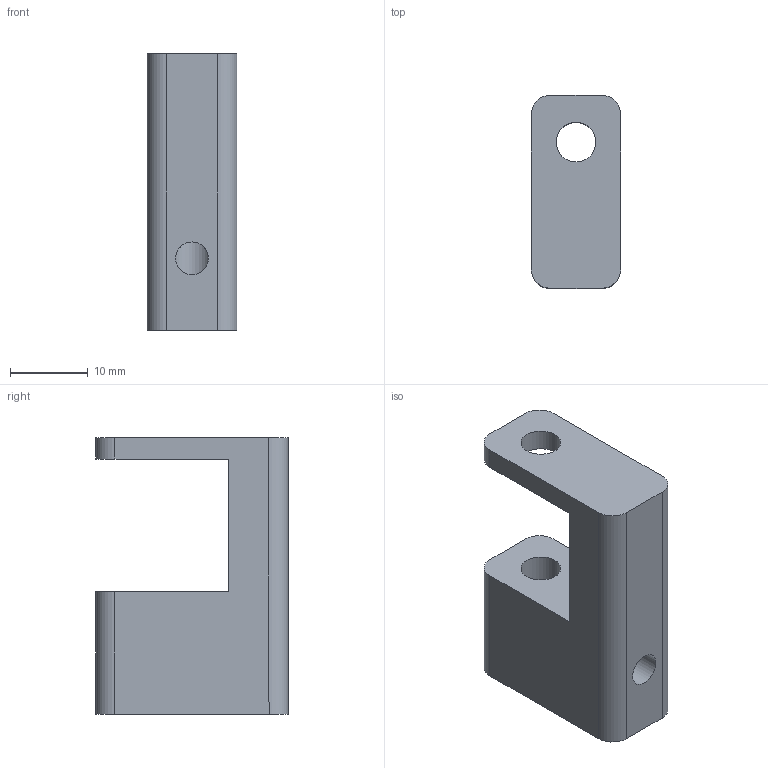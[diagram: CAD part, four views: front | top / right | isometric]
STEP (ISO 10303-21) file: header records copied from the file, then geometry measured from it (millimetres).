
FILE_DESCRIPTION(('HOOPS Exchange Step'),'2;1');
FILE_NAME('temp_export','2024-03-02T12:45:06-05:00',('mobile'),('Shapr3D Limited'),'HOOPS Exchange 2023.2','Shapr3D','Authorized');
FILE_SCHEMA( ('AUTOMOTIVE_DESIGN { 1 0 10303 214 1 1 1 1 }') );
Length unit declared in the file: millimetre
Products named in the file (3): Parts; Front Tensioners.step; root
Assembly tree (2 placements, depth 3):
  root
    Front Tensioners.step
      Parts
Bounding box: 11.5 x 24.75 x 35.5 mm (x, y, z)
Volume: 6030.2 mm3; surface area: 3229.9 mm2
Topology: 1 solids, 1 shells, 19 faces, 56 edges, 39 vertices
Faces by surface type: plane 10, cylinder 9
Full cylindrical faces by diameter (mm): 4.2 x1, 5.1 x2
Entity records: 844 total; most frequent: CARTESIAN_POINT 237, DIRECTION 121, ORIENTED_EDGE 112, EDGE_CURVE 56, AXIS2_PLACEMENT_3D 44, VERTEX_POINT 39, VECTOR 33, LINE 33
